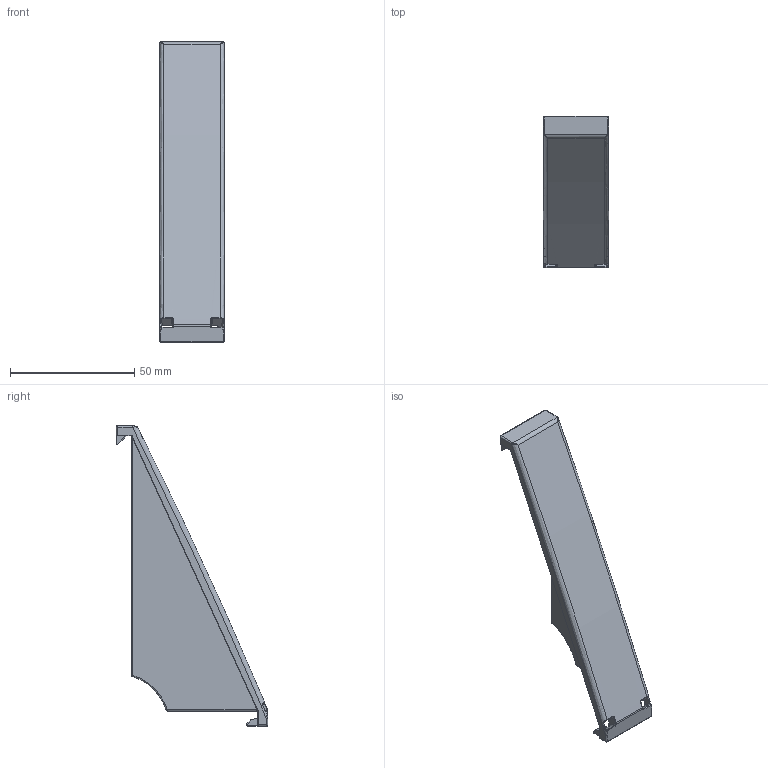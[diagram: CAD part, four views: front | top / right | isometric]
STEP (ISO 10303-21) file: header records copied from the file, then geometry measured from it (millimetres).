
FILE_DESCRIPTION (( 'STEP AP203' ), '1' );
FILE_NAME ('482523589_c_1.STEP', '2022-10-03T15:08:03', ( '' ), ( '' ), 'SwSTEP 2.0', 'SolidWorks 2014', '' );
FILE_SCHEMA (( 'CONFIG_CONTROL_DESIGN' ));
Length unit declared in the file: millimetre
Products named in the file (1): 482523589_c_1
Bounding box: 26.2 x 60.82 x 120.84 mm (x, y, z)
Volume: 17780.4 mm3; surface area: 14563 mm2
Topology: 1 solids, 1 shells, 188 faces, 466 edges, 268 vertices
Faces by surface type: cylinder 76, bspline 61, plane 37, torus 14
Entity records: 7032 total; most frequent: CARTESIAN_POINT 3036, ORIENTED_EDGE 916, DIRECTION 723, EDGE_CURVE 458, AXIS2_PLACEMENT_3D 275, VERTEX_POINT 268, EDGE_LOOP 188, ADVANCED_FACE 188
